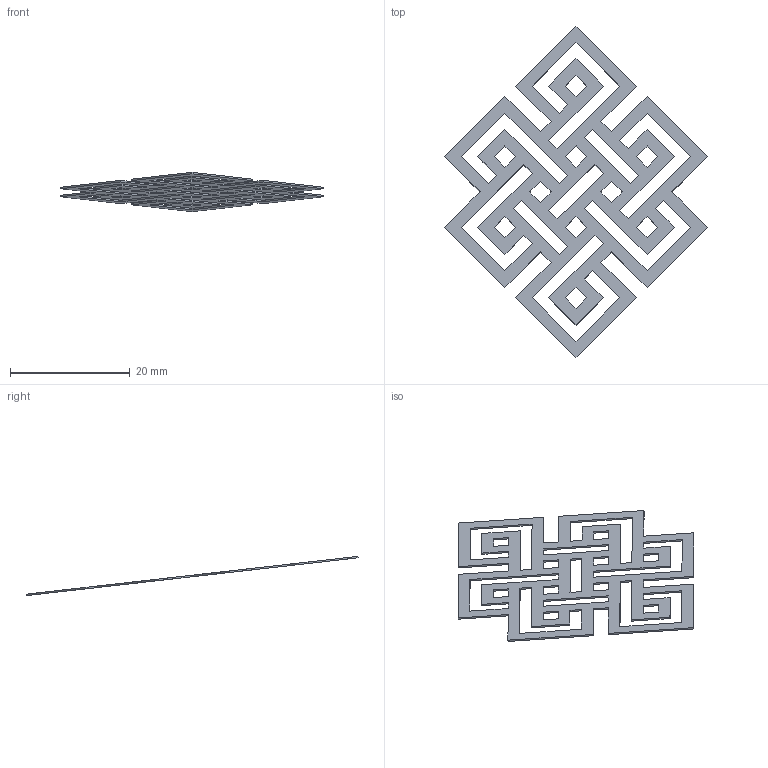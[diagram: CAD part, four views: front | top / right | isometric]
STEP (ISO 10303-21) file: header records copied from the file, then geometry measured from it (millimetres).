
FILE_DESCRIPTION(/* description */ (''),/* implementation_level */ '2;1');
FILE_NAME(/* name */ 'WEIGHTINLAY.step',/* time_stamp */ '2022-12-24T17:56:29-05:00',/* author */ (''),/* organization */ (''),/* preprocessor_version */ 'ST-DEVELOPER v19.2',/* originating_system */ 'Autodesk Translation Framework v11.17.0.187',/* authorisation */ '');
FILE_SCHEMA (('AUTOMOTIVE_DESIGN { 1 0 10303 214 3 1 1 }'));
Length unit declared in the file: millimetre
Products named in the file (1): WEIGHTINLAY
Bounding box: 43.84 x 55.37 x 6.55 mm (x, y, z)
Volume: 210.4 mm3; surface area: 1881.3 mm2
Topology: 1 solids, 1 shells, 130 faces, 384 edges, 256 vertices
Faces by surface type: plane 130
Entity records: 4364 total; most frequent: CARTESIAN_POINT 771, ORIENTED_EDGE 768, DIRECTION 646, LINE 384, VECTOR 384, EDGE_CURVE 384, VERTEX_POINT 256, EDGE_LOOP 168
